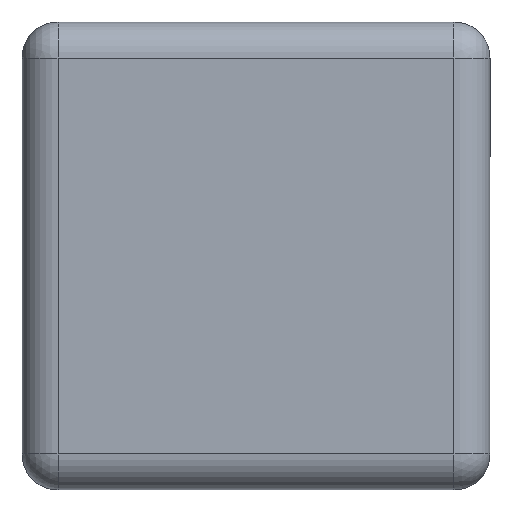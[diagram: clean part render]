
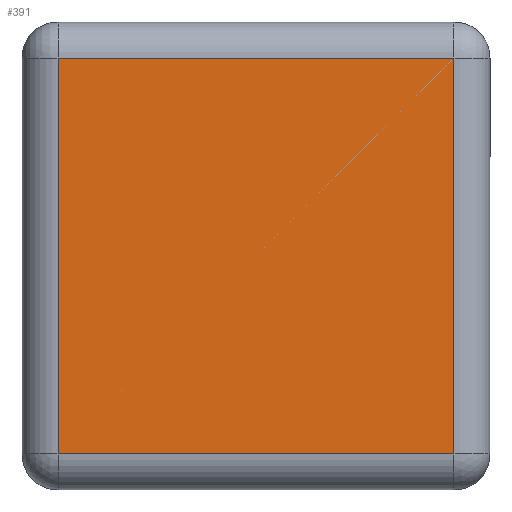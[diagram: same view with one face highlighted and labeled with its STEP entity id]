
A CAD part, left-side view. The second image highlights one B-rep face of the part: STEP entity #391.
In plain terms, the highlighted planar face has unit normal (-1, 0, 0).
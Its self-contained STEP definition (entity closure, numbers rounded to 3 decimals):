
#391 = ADVANCED_FACE ( 'NONE', ( #14883 ), #16256, .F. ) ;
#621 = LINE ( 'NONE', #11144, #11711 ) ;
#1773 = DIRECTION ( 'NONE',  ( 0., -1., 0. ) ) ;
#1866 = EDGE_CURVE ( 'NONE', #13746, #6682, #2889, .T. ) ;
#1936 = CARTESIAN_POINT ( 'NONE',  ( -3.05, 1.1, -1.1 ) ) ;
#2039 = LINE ( 'NONE', #11506, #8020 ) ;
#2054 = CARTESIAN_POINT ( 'NONE',  ( -3.05, -1.1, 1.1 ) ) ;
#2063 = ORIENTED_EDGE ( 'NONE', *, *, #1866, .T. ) ;
#2451 = VERTEX_POINT ( 'NONE', #11693 ) ;
#2889 = LINE ( 'NONE', #6877, #10842 ) ;
#3128 = DIRECTION ( 'NONE',  ( 0., 0., -1. ) ) ;
#3892 = CARTESIAN_POINT ( 'NONE',  ( -3.05, 1.3, 1.1 ) ) ;
#4002 = ORIENTED_EDGE ( 'NONE', *, *, #6521, .T. ) ;
#4594 = VECTOR ( 'NONE', #15722, 1000. ) ;
#4607 = CARTESIAN_POINT ( 'NONE',  ( -3.05, 0., 0. ) ) ;
#5367 = EDGE_CURVE ( 'NONE', #14478, #2451, #16847, .T. ) ;
#5596 = AXIS2_PLACEMENT_3D ( 'NONE', #4607, #16332, #3128 ) ;
#5832 = DIRECTION ( 'NONE',  ( 0., 0., -1. ) ) ;
#6521 = EDGE_CURVE ( 'NONE', #6682, #14478, #2039, .T. ) ;
#6682 = VERTEX_POINT ( 'NONE', #12752 ) ;
#6877 = CARTESIAN_POINT ( 'NONE',  ( -3.05, -1.3, -1.1 ) ) ;
#7136 = ORIENTED_EDGE ( 'NONE', *, *, #14659, .T. ) ;
#7479 = DIRECTION ( 'NONE',  ( 0., 0., 1. ) ) ;
#7644 = ORIENTED_EDGE ( 'NONE', *, *, #5367, .T. ) ;
#8020 = VECTOR ( 'NONE', #7479, 1000. ) ;
#8780 = EDGE_LOOP ( 'NONE', ( #2063, #4002, #7644, #7136 ) ) ;
#10842 = VECTOR ( 'NONE', #1773, 1000. ) ;
#11144 = CARTESIAN_POINT ( 'NONE',  ( -3.05, 1.1, -1.3 ) ) ;
#11506 = CARTESIAN_POINT ( 'NONE',  ( -3.05, -1.1, 1.3 ) ) ;
#11693 = CARTESIAN_POINT ( 'NONE',  ( -3.05, 1.1, 1.1 ) ) ;
#11711 = VECTOR ( 'NONE', #5832, 1000. ) ;
#12752 = CARTESIAN_POINT ( 'NONE',  ( -3.05, -1.1, -1.1 ) ) ;
#13746 = VERTEX_POINT ( 'NONE', #1936 ) ;
#14478 = VERTEX_POINT ( 'NONE', #2054 ) ;
#14659 = EDGE_CURVE ( 'NONE', #2451, #13746, #621, .T. ) ;
#14883 = FACE_OUTER_BOUND ( 'NONE', #8780, .T. ) ;
#15722 = DIRECTION ( 'NONE',  ( 0., 1., 0. ) ) ;
#16256 = PLANE ( 'NONE',  #5596 ) ;
#16332 = DIRECTION ( 'NONE',  ( 1., 0., 0. ) ) ;
#16847 = LINE ( 'NONE', #3892, #4594 ) ;
